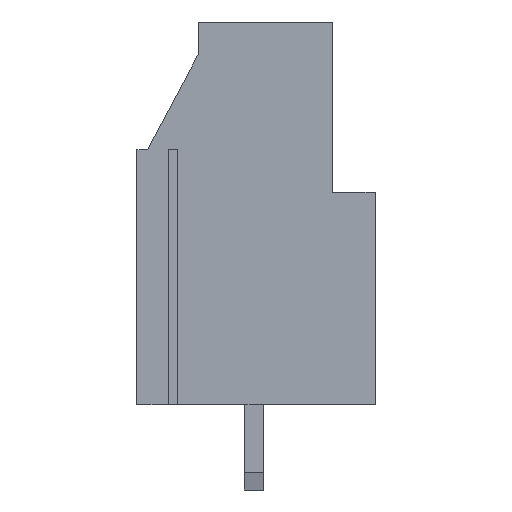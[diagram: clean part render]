
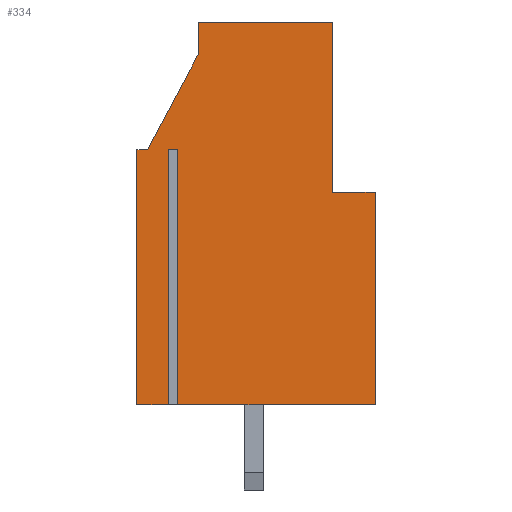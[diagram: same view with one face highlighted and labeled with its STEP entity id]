
A CAD part, front view. The second image highlights one B-rep face of the part: STEP entity #334.
In plain terms, the highlighted planar face has unit normal (0, -1, 0).
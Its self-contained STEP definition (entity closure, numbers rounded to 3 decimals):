
#334 = ADVANCED_FACE( '', ( #679 ), #680, .T. );
#679 = FACE_OUTER_BOUND( '', #1033, .T. );
#680 = PLANE( '', #1034 );
#1033 = EDGE_LOOP( '', ( #1840, #1841, #1842, #1843, #1844, #1845, #1846, #1847, #1848, #1849, #1850, #1851, #1852 ) );
#1034 = AXIS2_PLACEMENT_3D( '', #1853, #1854, #1855 );
#1840 = ORIENTED_EDGE( '', *, *, #2335, .T. );
#1841 = ORIENTED_EDGE( '', *, *, #2487, .T. );
#1842 = ORIENTED_EDGE( '', *, *, #2488, .F. );
#1843 = ORIENTED_EDGE( '', *, *, #2427, .T. );
#1844 = ORIENTED_EDGE( '', *, *, #2201, .F. );
#1845 = ORIENTED_EDGE( '', *, *, #2390, .F. );
#1846 = ORIENTED_EDGE( '', *, *, #2348, .T. );
#1847 = ORIENTED_EDGE( '', *, *, #2481, .T. );
#1848 = ORIENTED_EDGE( '', *, *, #2439, .T. );
#1849 = ORIENTED_EDGE( '', *, *, #2489, .T. );
#1850 = ORIENTED_EDGE( '', *, *, #2170, .T. );
#1851 = ORIENTED_EDGE( '', *, *, #2490, .F. );
#1852 = ORIENTED_EDGE( '', *, *, #2265, .F. );
#1853 = CARTESIAN_POINT( '', ( 0., -7.62, 0. ) );
#1854 = DIRECTION( '', ( 0., -1., 0. ) );
#1855 = DIRECTION( '', ( 0., 0., -1. ) );
#2170 = EDGE_CURVE( '', #2594, #2591, #2595, .T. );
#2201 = EDGE_CURVE( '', #2647, #2649, #2650, .T. );
#2265 = EDGE_CURVE( '', #2758, #2754, #2760, .T. );
#2335 = EDGE_CURVE( '', #2758, #2874, #2875, .T. );
#2348 = EDGE_CURVE( '', #2894, #2892, #2895, .T. );
#2390 = EDGE_CURVE( '', #2894, #2647, #2953, .T. );
#2427 = EDGE_CURVE( '', #3000, #2649, #3001, .T. );
#2439 = EDGE_CURVE( '', #3018, #3019, #3020, .T. );
#2481 = EDGE_CURVE( '', #2892, #3018, #3076, .T. );
#2487 = EDGE_CURVE( '', #2874, #3083, #3084, .T. );
#2488 = EDGE_CURVE( '', #3000, #3083, #3085, .T. );
#2489 = EDGE_CURVE( '', #3019, #2594, #3086, .T. );
#2490 = EDGE_CURVE( '', #2754, #2591, #3087, .T. );
#2591 = VERTEX_POINT( '', #3210 );
#2594 = VERTEX_POINT( '', #3214 );
#2595 = LINE( '', #3215, #3216 );
#2647 = VERTEX_POINT( '', #3288 );
#2649 = VERTEX_POINT( '', #3291 );
#2650 = LINE( '', #3292, #3293 );
#2754 = VERTEX_POINT( '', #3444 );
#2758 = VERTEX_POINT( '', #3450 );
#2760 = LINE( '', #3453, #3454 );
#2874 = VERTEX_POINT( '', #3620 );
#2875 = LINE( '', #3621, #3622 );
#2892 = VERTEX_POINT( '', #3644 );
#2894 = VERTEX_POINT( '', #3647 );
#2895 = LINE( '', #3648, #3649 );
#2953 = LINE( '', #3735, #3736 );
#3000 = VERTEX_POINT( '', #3808 );
#3001 = LINE( '', #3809, #3810 );
#3018 = VERTEX_POINT( '', #3835 );
#3019 = VERTEX_POINT( '', #3836 );
#3020 = LINE( '', #3837, #3838 );
#3076 = LINE( '', #3918, #3919 );
#3083 = VERTEX_POINT( '', #3929 );
#3084 = LINE( '', #3930, #3931 );
#3085 = LINE( '', #3932, #3933 );
#3086 = LINE( '', #3934, #3935 );
#3087 = LINE( '', #3936, #3937 );
#3210 = CARTESIAN_POINT( '', ( 0., -7.62, 0. ) );
#3214 = CARTESIAN_POINT( '', ( 0., -7.62, 12. ) );
#3215 = CARTESIAN_POINT( '', ( 0., -7.62, 18. ) );
#3216 = VECTOR( '', #4040, 1000. );
#3288 = CARTESIAN_POINT( '', ( 9.2, -7.62, 10. ) );
#3291 = CARTESIAN_POINT( '', ( 11.2, -7.62, 10. ) );
#3292 = CARTESIAN_POINT( '', ( 9.447, -7.62, 10. ) );
#3293 = VECTOR( '', #4071, 1000. );
#3444 = CARTESIAN_POINT( '', ( 1.47, -7.62, 0. ) );
#3450 = CARTESIAN_POINT( '', ( 1.47, -7.62, 12. ) );
#3453 = CARTESIAN_POINT( '', ( 1.47, -7.62, 12. ) );
#3454 = VECTOR( '', #4131, 1000. );
#3620 = CARTESIAN_POINT( '', ( 1.93, -7.62, 12. ) );
#3621 = CARTESIAN_POINT( '', ( 1.47, -7.62, 12. ) );
#3622 = VECTOR( '', #4187, 1000. );
#3644 = CARTESIAN_POINT( '', ( 2.9, -7.62, 18. ) );
#3647 = CARTESIAN_POINT( '', ( 9.2, -7.62, 18. ) );
#3648 = CARTESIAN_POINT( '', ( 11.2, -7.62, 18. ) );
#3649 = VECTOR( '', #4203, 1000. );
#3735 = CARTESIAN_POINT( '', ( 9.2, -7.62, 18. ) );
#3736 = VECTOR( '', #4241, 1000. );
#3808 = CARTESIAN_POINT( '', ( 11.2, -7.62, 0. ) );
#3809 = CARTESIAN_POINT( '', ( 11.2, -7.62, -4. ) );
#3810 = VECTOR( '', #4267, 1000. );
#3835 = CARTESIAN_POINT( '', ( 2.9, -7.62, 16.5 ) );
#3836 = CARTESIAN_POINT( '', ( 0.5, -7.62, 12. ) );
#3837 = CARTESIAN_POINT( '', ( -3.824, -7.62, 3.893 ) );
#3838 = VECTOR( '', #4276, 1000. );
#3918 = CARTESIAN_POINT( '', ( 2.9, -7.62, -1. ) );
#3919 = VECTOR( '', #4310, 1000. );
#3929 = CARTESIAN_POINT( '', ( 1.93, -7.62, 0. ) );
#3930 = CARTESIAN_POINT( '', ( 1.93, -7.62, 12. ) );
#3931 = VECTOR( '', #4314, 1000. );
#3932 = CARTESIAN_POINT( '', ( 1.741, -7.62, 0. ) );
#3933 = VECTOR( '', #4315, 1000. );
#3934 = CARTESIAN_POINT( '', ( 5.35, -7.62, 12. ) );
#3935 = VECTOR( '', #4316, 1000. );
#3936 = CARTESIAN_POINT( '', ( 1.741, -7.62, 0. ) );
#3937 = VECTOR( '', #4317, 1000. );
#4040 = DIRECTION( '', ( 0., 0., -1. ) );
#4071 = DIRECTION( '', ( 1., 0., 0. ) );
#4131 = DIRECTION( '', ( 0., 0., -1. ) );
#4187 = DIRECTION( '', ( 1., 0., 0. ) );
#4203 = DIRECTION( '', ( -1., 0., 0. ) );
#4241 = DIRECTION( '', ( 0., 0., -1. ) );
#4267 = DIRECTION( '', ( 0., 0., 1. ) );
#4276 = DIRECTION( '', ( -0.471, 0., -0.882 ) );
#4310 = DIRECTION( '', ( 0., 0., -1. ) );
#4314 = DIRECTION( '', ( 0., 0., -1. ) );
#4315 = DIRECTION( '', ( -1., 0., 0. ) );
#4316 = DIRECTION( '', ( -1., 0., 0. ) );
#4317 = DIRECTION( '', ( -1., 0., 0. ) );
